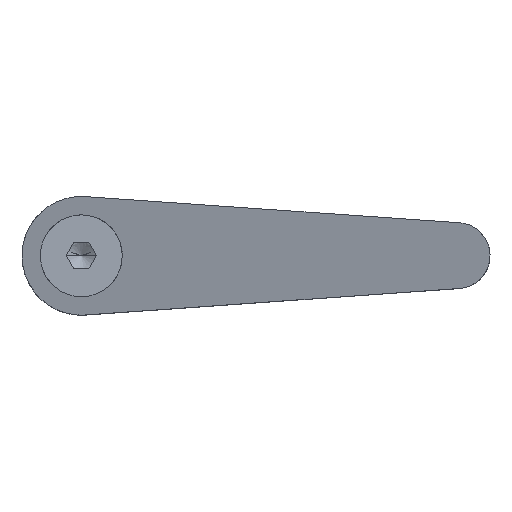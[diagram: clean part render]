
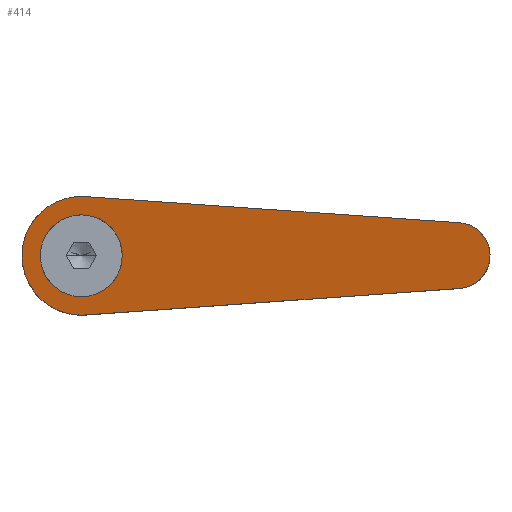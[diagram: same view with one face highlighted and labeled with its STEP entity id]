
A CAD part, top view. The second image highlights one B-rep face of the part: STEP entity #414.
In plain terms, the highlighted planar face has unit normal (-0.266, 0, 0.964).
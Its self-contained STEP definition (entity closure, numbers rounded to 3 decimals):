
#198=EDGE_CURVE('',#232,#472,#555,.T.);
#216=VERTEX_POINT('',#575);
#232=VERTEX_POINT('',#593);
#254=VERTEX_POINT('',#616);
#288=EDGE_CURVE('',#518,#232,#653,.T.);
#308=VERTEX_POINT('',#674);
#350=EDGE_CURVE('',#216,#368,#719,.T.);
#358=EDGE_CURVE('',#368,#254,#728,.T.);
#368=VERTEX_POINT('',#741);
#414=ADVANCED_FACE('',(#793,#794),#795,.F.);
#446=EDGE_CURVE('',#472,#482,#829,.T.);
#452=EDGE_CURVE('',#308,#518,#835,.T.);
#472=VERTEX_POINT('',#857);
#474=EDGE_CURVE('',#482,#308,#859,.T.);
#482=VERTEX_POINT('',#868);
#500=EDGE_CURVE('',#254,#216,#888,.T.);
#518=VERTEX_POINT('',#909);
#555=LINE('',#943,#944);
#575=CARTESIAN_POINT('',(0.,6.2,44.579));
#593=CARTESIAN_POINT('',(0.632,-8.978,44.753));
#616=CARTESIAN_POINT('',(0.,-6.2,44.579));
#653=ELLIPSE('',#1079,9.335,9.);
#674=CARTESIAN_POINT('',(0.632,8.978,44.753));
#719=ELLIPSE('',#1223,6.431,6.2);
#728=ELLIPSE('',#1234,6.431,6.2);
#741=CARTESIAN_POINT('',(-1.001,6.119,44.304));
#793=FACE_OUTER_BOUND('',#1327,.T.);
#794=FACE_BOUND('',#1328,.T.);
#795=PLANE('',#1329);
#829=ELLIPSE('',#1375,5.186,5.);
#835=ELLIPSE('',#1383,9.335,9.);
#857=CARTESIAN_POINT('',(57.351,-4.988,60.379));
#859=LINE('',#1418,#1419);
#868=CARTESIAN_POINT('',(57.351,4.988,60.379));
#888=ELLIPSE('',#1466,6.431,6.2);
#909=CARTESIAN_POINT('',(-9.,0.,42.1));
#943=CARTESIAN_POINT('',(59.719,-4.821,61.031));
#944=VECTOR('',#1535,1.0);
#1079=AXIS2_PLACEMENT_3D('',#1617,#1618,#1619);
#1223=AXIS2_PLACEMENT_3D('',#1682,#1683,#1684);
#1234=AXIS2_PLACEMENT_3D('',#1696,#1697,#1698);
#1327=EDGE_LOOP('',(#1776,#1777,#1778,#1779,#1780));
#1328=EDGE_LOOP('',(#1781,#1782,#1783));
#1329=AXIS2_PLACEMENT_3D('',#1784,#1785,#1786);
#1375=AXIS2_PLACEMENT_3D('',#1827,#1828,#1829);
#1383=AXIS2_PLACEMENT_3D('',#1833,#1834,#1835);
#1418=CARTESIAN_POINT('',(33.351,6.676,53.767));
#1419=VECTOR('',#1860,1.0);
#1466=AXIS2_PLACEMENT_3D('',#1891,#1892,#1893);
#1535=DIRECTION('',(0.962,0.068,0.265));
#1617=CARTESIAN_POINT('',(0.,0.,44.579));
#1618=DIRECTION('',(-0.266,0.,0.964));
#1619=DIRECTION('',(-0.964,0.,-0.266));
#1682=CARTESIAN_POINT('',(0.0,0.0,44.579));
#1683=DIRECTION('',(-0.266,0.,0.964));
#1684=DIRECTION('',(-0.964,0.0,-0.266));
#1696=CARTESIAN_POINT('',(0.0,0.0,44.579));
#1697=DIRECTION('',(-0.266,0.,0.964));
#1698=DIRECTION('',(-0.964,0.0,-0.266));
#1776=ORIENTED_EDGE('',*,*,#452,.T.);
#1777=ORIENTED_EDGE('',*,*,#288,.T.);
#1778=ORIENTED_EDGE('',*,*,#198,.T.);
#1779=ORIENTED_EDGE('',*,*,#446,.T.);
#1780=ORIENTED_EDGE('',*,*,#474,.T.);
#1781=ORIENTED_EDGE('',*,*,#358,.F.);
#1782=ORIENTED_EDGE('',*,*,#350,.F.);
#1783=ORIENTED_EDGE('',*,*,#500,.F.);
#1784=CARTESIAN_POINT('',(27.678,0.,52.204));
#1785=DIRECTION('',(0.266,0.,-0.964));
#1786=DIRECTION('',(0.256,0.964,0.071));
#1827=CARTESIAN_POINT('',(57.0,0.0,60.282));
#1828=DIRECTION('',(-0.266,0.,0.964));
#1829=DIRECTION('',(0.964,0.,0.266));
#1833=CARTESIAN_POINT('',(0.,0.,44.579));
#1834=DIRECTION('',(-0.266,0.,0.964));
#1835=DIRECTION('',(-0.964,0.,-0.266));
#1860=DIRECTION('',(-0.962,0.068,-0.265));
#1891=CARTESIAN_POINT('',(0.0,0.0,44.579));
#1892=DIRECTION('',(-0.266,0.,0.964));
#1893=DIRECTION('',(-0.964,0.0,-0.266));
